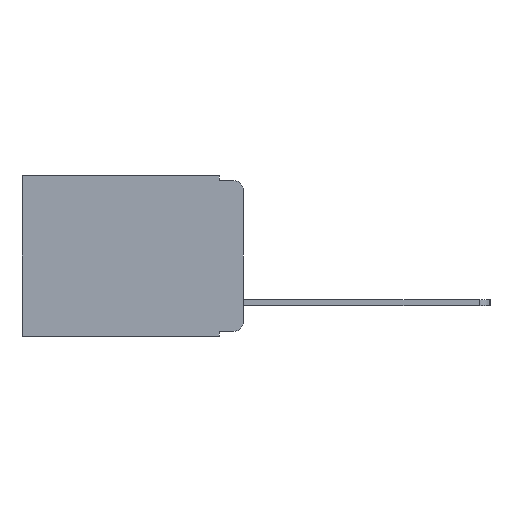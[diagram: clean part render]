
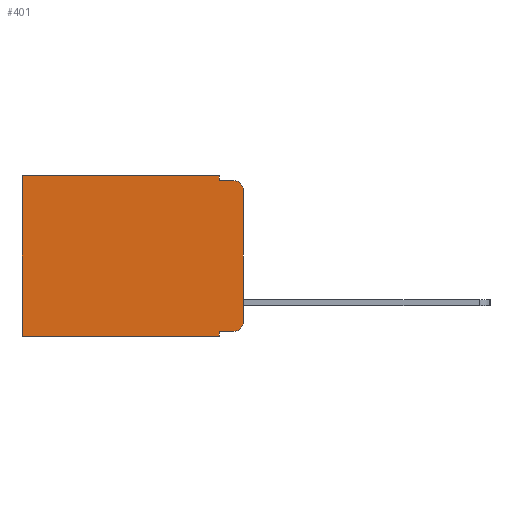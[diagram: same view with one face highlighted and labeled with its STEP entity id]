
A CAD part, left-side view. The second image highlights one B-rep face of the part: STEP entity #401.
In plain terms, the highlighted planar face has unit normal (-1, 0, 0).
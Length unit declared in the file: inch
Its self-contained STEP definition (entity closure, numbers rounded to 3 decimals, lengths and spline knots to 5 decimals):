
#261 = LINE ( 'NONE', #6742, #16312 ) ;
#401 = ADVANCED_FACE ( 'NONE', ( #4175 ), #14874, .F. ) ;
#455 = CARTESIAN_POINT ( 'NONE',  ( 0.298, 0.051, 0. ) ) ;
#660 = CARTESIAN_POINT ( 'NONE',  ( 0.298, 0.051, 0. ) ) ;
#761 = LINE ( 'NONE', #12579, #4891 ) ;
#1257 = CARTESIAN_POINT ( 'NONE',  ( 0.298, 0.473, 0. ) ) ;
#1406 = VECTOR ( 'NONE', #2308, 39.37008 ) ;
#1535 = VERTEX_POINT ( 'NONE', #17243 ) ;
#1595 = EDGE_CURVE ( 'NONE', #8758, #1535, #19208, .T. ) ;
#1760 = ORIENTED_EDGE ( 'NONE', *, *, #15505, .T. ) ;
#1925 = LINE ( 'NONE', #660, #1406 ) ;
#2308 = DIRECTION ( 'NONE',  ( 0., 0., -1. ) ) ;
#2608 = CARTESIAN_POINT ( 'NONE',  ( 0.298, 0., -0.03 ) ) ;
#2952 = VECTOR ( 'NONE', #11052, 39.37008 ) ;
#2964 = CARTESIAN_POINT ( 'NONE',  ( 0.298, 0.051, -0.01 ) ) ;
#3384 = CARTESIAN_POINT ( 'NONE',  ( 0.298, 0.02, -0.313 ) ) ;
#3534 = DIRECTION ( 'NONE',  ( 0., 0., -1. ) ) ;
#4175 = FACE_OUTER_BOUND ( 'NONE', #4984, .T. ) ;
#4677 = VECTOR ( 'NONE', #17223, 39.37008 ) ;
#4768 = VERTEX_POINT ( 'NONE', #1257 ) ;
#4830 = CARTESIAN_POINT ( 'NONE',  ( 0.298, 0.02, -0.03 ) ) ;
#4891 = VECTOR ( 'NONE', #3534, 39.37008 ) ;
#4892 = DIRECTION ( 'NONE',  ( 0., 0., -1. ) ) ;
#4984 = EDGE_LOOP ( 'NONE', ( #12208, #17349, #6070, #15328, #1760, #6307, #15108, #15554, #5107, #9673 ) ) ;
#5020 = EDGE_CURVE ( 'NONE', #11920, #8442, #13530, .T. ) ;
#5107 = ORIENTED_EDGE ( 'NONE', *, *, #10160, .T. ) ;
#6070 = ORIENTED_EDGE ( 'NONE', *, *, #15247, .F. ) ;
#6307 = ORIENTED_EDGE ( 'NONE', *, *, #15967, .T. ) ;
#6372 = DIRECTION ( 'NONE',  ( 0., 0., -1. ) ) ;
#6537 = CARTESIAN_POINT ( 'NONE',  ( 0.298, 0., -0.313 ) ) ;
#6742 = CARTESIAN_POINT ( 'NONE',  ( 0.298, 0.051, -0.333 ) ) ;
#6912 = CARTESIAN_POINT ( 'NONE',  ( 0.298, 0.051, 0. ) ) ;
#7215 = VECTOR ( 'NONE', #19193, 39.37008 ) ;
#7426 = VECTOR ( 'NONE', #10463, 39.37008 ) ;
#8174 = AXIS2_PLACEMENT_3D ( 'NONE', #3384, #13869, #4892 ) ;
#8442 = VERTEX_POINT ( 'NONE', #6537 ) ;
#8641 = AXIS2_PLACEMENT_3D ( 'NONE', #16779, #9800, #11016 ) ;
#8758 = VERTEX_POINT ( 'NONE', #17769 ) ;
#8923 = CARTESIAN_POINT ( 'NONE',  ( 0.298, 0.473, 0. ) ) ;
#9030 = VECTOR ( 'NONE', #17960, 39.37008 ) ;
#9146 = VERTEX_POINT ( 'NONE', #12421 ) ;
#9560 = CARTESIAN_POINT ( 'NONE',  ( 0.298, 0., 0. ) ) ;
#9673 = ORIENTED_EDGE ( 'NONE', *, *, #5020, .T. ) ;
#9800 = DIRECTION ( 'NONE',  ( 1., 0., 0. ) ) ;
#10049 = EDGE_CURVE ( 'NONE', #18314, #16958, #15624, .T. ) ;
#10160 = EDGE_CURVE ( 'NONE', #9146, #11920, #261, .T. ) ;
#10463 = DIRECTION ( 'NONE',  ( 0., 0., -1. ) ) ;
#10696 = AXIS2_PLACEMENT_3D ( 'NONE', #4830, #15239, #6372 ) ;
#11016 = DIRECTION ( 'NONE',  ( 0., 0., -1. ) ) ;
#11052 = DIRECTION ( 'NONE',  ( 0., 1., 0. ) ) ;
#11147 = EDGE_CURVE ( 'NONE', #9146, #8758, #12714, .T. ) ;
#11276 = DIRECTION ( 'NONE',  ( 0., -1., 0. ) ) ;
#11473 = LINE ( 'NONE', #8923, #7426 ) ;
#11920 = VERTEX_POINT ( 'NONE', #17752 ) ;
#12208 = ORIENTED_EDGE ( 'NONE', *, *, #13938, .F. ) ;
#12421 = CARTESIAN_POINT ( 'NONE',  ( 0.298, 0.051, -0.333 ) ) ;
#12579 = CARTESIAN_POINT ( 'NONE',  ( 0.298, 0., 0. ) ) ;
#12714 = LINE ( 'NONE', #6912, #4677 ) ;
#12933 = CARTESIAN_POINT ( 'NONE',  ( 0.298, 0.02, -0.01 ) ) ;
#13530 = CIRCLE ( 'NONE', #8174, 0.02 ) ;
#13869 = DIRECTION ( 'NONE',  ( -1., 0., 0. ) ) ;
#13938 = EDGE_CURVE ( 'NONE', #18314, #8442, #761, .T. ) ;
#14874 = PLANE ( 'NONE',  #8641 ) ;
#15108 = ORIENTED_EDGE ( 'NONE', *, *, #1595, .F. ) ;
#15239 = DIRECTION ( 'NONE',  ( -1., 0., 0. ) ) ;
#15247 = EDGE_CURVE ( 'NONE', #16334, #16958, #18872, .T. ) ;
#15328 = ORIENTED_EDGE ( 'NONE', *, *, #16927, .F. ) ;
#15505 = EDGE_CURVE ( 'NONE', #16316, #4768, #18648, .T. ) ;
#15554 = ORIENTED_EDGE ( 'NONE', *, *, #11147, .F. ) ;
#15624 = CIRCLE ( 'NONE', #10696, 0.02 ) ;
#15967 = EDGE_CURVE ( 'NONE', #4768, #1535, #11473, .T. ) ;
#16312 = VECTOR ( 'NONE', #11276, 39.37008 ) ;
#16316 = VERTEX_POINT ( 'NONE', #455 ) ;
#16334 = VERTEX_POINT ( 'NONE', #18359 ) ;
#16779 = CARTESIAN_POINT ( 'NONE',  ( 0.298, 0., 0. ) ) ;
#16927 = EDGE_CURVE ( 'NONE', #16316, #16334, #1925, .T. ) ;
#16958 = VERTEX_POINT ( 'NONE', #12933 ) ;
#17223 = DIRECTION ( 'NONE',  ( 0., 0., -1. ) ) ;
#17243 = CARTESIAN_POINT ( 'NONE',  ( 0.298, 0.473, -0.343 ) ) ;
#17349 = ORIENTED_EDGE ( 'NONE', *, *, #10049, .T. ) ;
#17752 = CARTESIAN_POINT ( 'NONE',  ( 0.298, 0.02, -0.333 ) ) ;
#17769 = CARTESIAN_POINT ( 'NONE',  ( 0.298, 0.051, -0.343 ) ) ;
#17960 = DIRECTION ( 'NONE',  ( 0., 1., 0. ) ) ;
#18314 = VERTEX_POINT ( 'NONE', #2608 ) ;
#18359 = CARTESIAN_POINT ( 'NONE',  ( 0.298, 0.051, -0.01 ) ) ;
#18397 = CARTESIAN_POINT ( 'NONE',  ( 0.298, 0., -0.343 ) ) ;
#18648 = LINE ( 'NONE', #9560, #2952 ) ;
#18872 = LINE ( 'NONE', #2964, #7215 ) ;
#19193 = DIRECTION ( 'NONE',  ( 0., -1., 0. ) ) ;
#19208 = LINE ( 'NONE', #18397, #9030 ) ;
